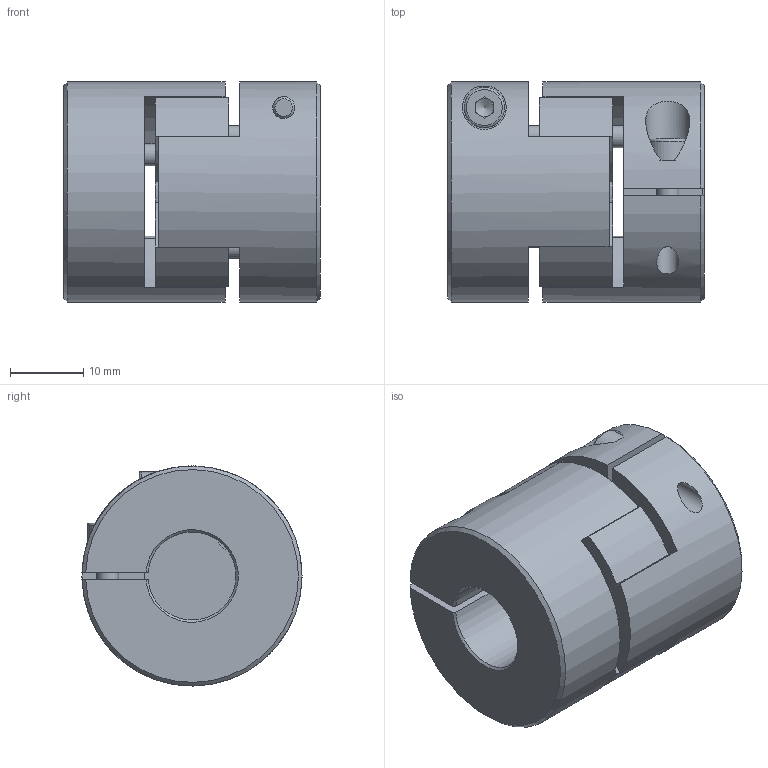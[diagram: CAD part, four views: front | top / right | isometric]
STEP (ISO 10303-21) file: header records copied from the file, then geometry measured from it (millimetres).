
FILE_DESCRIPTION(/* description */ ('STEP AP203'),/* implementation_level */ '2;1');
FILE_NAME(/* name */ 'KBE2-14-12-12',/* time_stamp */ '2023-06-20T10:06:26+02:00',/* author */ ('License CC BY-ND 4.0'),/* organization */ ('CADENAS'),/* preprocessor_version */ 'ST-DEVELOPER v19.3',/* originating_system */ 'PARTsolutions',/* authorisation */ ' ');
FILE_SCHEMA (('CONFIG_CONTROL_DESIGN'));
Length unit declared in the file: millimetre
Products named in the file (1): KBE2-14-12-12
Bounding box: 35 x 30 x 30 mm (x, y, z)
Volume: 19958.9 mm3; surface area: 9269.7 mm2
Topology: 1 solids, 2 shells, 100 faces, 263 edges, 169 vertices
Faces by surface type: cylinder 45, plane 45, cone 8, torus 2
Full cylindrical faces by diameter (mm): 3 x8, 5.5 x2
Entity records: 3812 total; most frequent: CARTESIAN_POINT 607, DIRECTION 554, ORIENTED_EDGE 484, EDGE_CURVE 242, AXIS2_PLACEMENT_3D 224, VERTEX_POINT 166, FACE_BOUND 134, EDGE_LOOP 132
